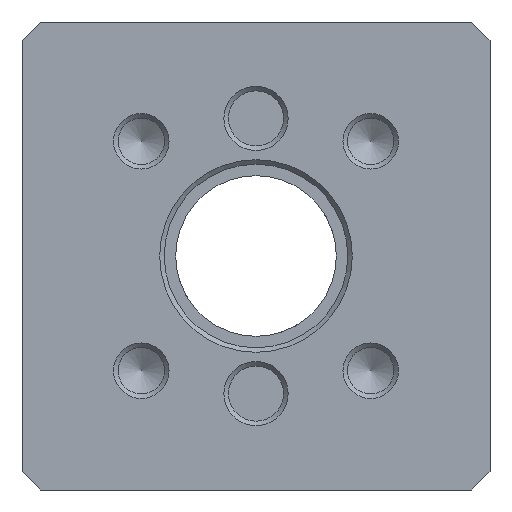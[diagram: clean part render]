
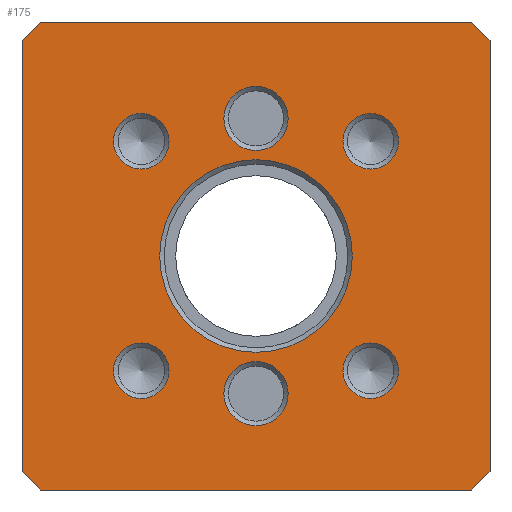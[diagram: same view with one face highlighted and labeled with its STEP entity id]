
A CAD part, front view. The second image highlights one B-rep face of the part: STEP entity #175.
In plain terms, the highlighted planar face has unit normal (0, -1, 0).
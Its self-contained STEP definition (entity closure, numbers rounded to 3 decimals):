
#175 = ADVANCED_FACE( '', ( #476, #477, #478, #479, #480, #481, #482, #483 ), #484, .F. );
#476 = FACE_BOUND( '', #1102, .T. );
#477 = FACE_BOUND( '', #1103, .T. );
#478 = FACE_BOUND( '', #1104, .T. );
#479 = FACE_BOUND( '', #1105, .T. );
#480 = FACE_BOUND( '', #1106, .T. );
#481 = FACE_BOUND( '', #1107, .T. );
#482 = FACE_BOUND( '', #1108, .T. );
#483 = FACE_OUTER_BOUND( '', #1109, .T. );
#484 = PLANE( '', #1110 );
#1102 = EDGE_LOOP( '', ( #2377 ) );
#1103 = EDGE_LOOP( '', ( #2378 ) );
#1104 = EDGE_LOOP( '', ( #2379 ) );
#1105 = EDGE_LOOP( '', ( #2380 ) );
#1106 = EDGE_LOOP( '', ( #2381 ) );
#1107 = EDGE_LOOP( '', ( #2382 ) );
#1108 = EDGE_LOOP( '', ( #2383 ) );
#1109 = EDGE_LOOP( '', ( #2384, #2385, #2386, #2387, #2388, #2389, #2390, #2391 ) );
#1110 = AXIS2_PLACEMENT_3D( '', #2392, #2393, #2394 );
#2377 = ORIENTED_EDGE( '', *, *, #3162, .T. );
#2378 = ORIENTED_EDGE( '', *, *, #3163, .T. );
#2379 = ORIENTED_EDGE( '', *, *, #3164, .T. );
#2380 = ORIENTED_EDGE( '', *, *, #3165, .T. );
#2381 = ORIENTED_EDGE( '', *, *, #3166, .T. );
#2382 = ORIENTED_EDGE( '', *, *, #3167, .T. );
#2383 = ORIENTED_EDGE( '', *, *, #3168, .T. );
#2384 = ORIENTED_EDGE( '', *, *, #3169, .T. );
#2385 = ORIENTED_EDGE( '', *, *, #3170, .T. );
#2386 = ORIENTED_EDGE( '', *, *, #3171, .T. );
#2387 = ORIENTED_EDGE( '', *, *, #3172, .T. );
#2388 = ORIENTED_EDGE( '', *, *, #3137, .T. );
#2389 = ORIENTED_EDGE( '', *, *, #3173, .T. );
#2390 = ORIENTED_EDGE( '', *, *, #3174, .T. );
#2391 = ORIENTED_EDGE( '', *, *, #3120, .T. );
#2392 = CARTESIAN_POINT( '', ( -51., -275.5, 51. ) );
#2393 = DIRECTION( '', ( 0., 1., 0. ) );
#2394 = DIRECTION( '', ( 0., 0., 1. ) );
#3120 = EDGE_CURVE( '', #3421, #3422, #3423, .F. );
#3137 = EDGE_CURVE( '', #3452, #3453, #3454, .T. );
#3162 = EDGE_CURVE( '', #3494, #3494, #3495, .T. );
#3163 = EDGE_CURVE( '', #3496, #3496, #3497, .T. );
#3164 = EDGE_CURVE( '', #3498, #3498, #3499, .T. );
#3165 = EDGE_CURVE( '', #3500, #3500, #3501, .T. );
#3166 = EDGE_CURVE( '', #3502, #3502, #3503, .T. );
#3167 = EDGE_CURVE( '', #3504, #3504, #3505, .T. );
#3168 = EDGE_CURVE( '', #3506, #3506, #3507, .T. );
#3169 = EDGE_CURVE( '', #3422, #3508, #3509, .T. );
#3170 = EDGE_CURVE( '', #3508, #3510, #3511, .F. );
#3171 = EDGE_CURVE( '', #3510, #3512, #3513, .T. );
#3172 = EDGE_CURVE( '', #3512, #3452, #3514, .F. );
#3173 = EDGE_CURVE( '', #3453, #3515, #3516, .F. );
#3174 = EDGE_CURVE( '', #3515, #3421, #3517, .T. );
#3421 = VERTEX_POINT( '', #3870 );
#3422 = VERTEX_POINT( '', #3871 );
#3423 = LINE( '', #3872, #3873 );
#3452 = VERTEX_POINT( '', #3953 );
#3453 = VERTEX_POINT( '', #3954 );
#3454 = LINE( '', #3955, #3956 );
#3494 = VERTEX_POINT( '', #4170 );
#3495 = CIRCLE( '', #4171, 21. );
#3496 = VERTEX_POINT( '', #4172 );
#3497 = CIRCLE( '', #4173, 6.053 );
#3498 = VERTEX_POINT( '', #4174 );
#3499 = CIRCLE( '', #4175, 7. );
#3500 = VERTEX_POINT( '', #4176 );
#3501 = CIRCLE( '', #4177, 6.053 );
#3502 = VERTEX_POINT( '', #4178 );
#3503 = CIRCLE( '', #4179, 6.053 );
#3504 = VERTEX_POINT( '', #4180 );
#3505 = CIRCLE( '', #4181, 7. );
#3506 = VERTEX_POINT( '', #4182 );
#3507 = CIRCLE( '', #4183, 6.053 );
#3508 = VERTEX_POINT( '', #4184 );
#3509 = LINE( '', #4185, #4186 );
#3510 = VERTEX_POINT( '', #4187 );
#3511 = LINE( '', #4188, #4189 );
#3512 = VERTEX_POINT( '', #4190 );
#3513 = LINE( '', #4191, #4192 );
#3514 = LINE( '', #4193, #4194 );
#3515 = VERTEX_POINT( '', #4195 );
#3516 = LINE( '', #4196, #4197 );
#3517 = LINE( '', #4198, #4199 );
#3870 = CARTESIAN_POINT( '', ( -47., -275.5, 51. ) );
#3871 = CARTESIAN_POINT( '', ( -51., -275.5, 47. ) );
#3872 = CARTESIAN_POINT( '', ( -51., -275.5, 47. ) );
#3873 = VECTOR( '', #6056, 1000. );
#3953 = CARTESIAN_POINT( '', ( 51., -275.5, -47. ) );
#3954 = CARTESIAN_POINT( '', ( 51., -275.5, 47. ) );
#3955 = CARTESIAN_POINT( '', ( 51., -275.5, -51. ) );
#3956 = VECTOR( '', #6087, 1000. );
#4170 = CARTESIAN_POINT( '', ( 0., -275.5, 21. ) );
#4171 = AXIS2_PLACEMENT_3D( '', #6121, #6122, #6123 );
#4172 = CARTESIAN_POINT( '', ( -25., -275.5, -18.947 ) );
#4173 = AXIS2_PLACEMENT_3D( '', #6124, #6125, #6126 );
#4174 = CARTESIAN_POINT( '', ( 0., -275.5, -23. ) );
#4175 = AXIS2_PLACEMENT_3D( '', #6127, #6128, #6129 );
#4176 = CARTESIAN_POINT( '', ( 25., -275.5, -18.947 ) );
#4177 = AXIS2_PLACEMENT_3D( '', #6130, #6131, #6132 );
#4178 = CARTESIAN_POINT( '', ( 25., -275.5, 31.053 ) );
#4179 = AXIS2_PLACEMENT_3D( '', #6133, #6134, #6135 );
#4180 = CARTESIAN_POINT( '', ( 0., -275.5, 37. ) );
#4181 = AXIS2_PLACEMENT_3D( '', #6136, #6137, #6138 );
#4182 = CARTESIAN_POINT( '', ( -25., -275.5, 31.053 ) );
#4183 = AXIS2_PLACEMENT_3D( '', #6139, #6140, #6141 );
#4184 = CARTESIAN_POINT( '', ( -51., -275.5, -47. ) );
#4185 = CARTESIAN_POINT( '', ( -51., -275.5, 51. ) );
#4186 = VECTOR( '', #6142, 1000. );
#4187 = CARTESIAN_POINT( '', ( -47., -275.5, -51. ) );
#4188 = CARTESIAN_POINT( '', ( -47., -275.5, -51. ) );
#4189 = VECTOR( '', #6143, 1000. );
#4190 = CARTESIAN_POINT( '', ( 47., -275.5, -51. ) );
#4191 = CARTESIAN_POINT( '', ( -51., -275.5, -51. ) );
#4192 = VECTOR( '', #6144, 1000. );
#4193 = CARTESIAN_POINT( '', ( 51., -275.5, -47. ) );
#4194 = VECTOR( '', #6145, 1000. );
#4195 = CARTESIAN_POINT( '', ( 47., -275.5, 51. ) );
#4196 = CARTESIAN_POINT( '', ( 47., -275.5, 51. ) );
#4197 = VECTOR( '', #6146, 1000. );
#4198 = CARTESIAN_POINT( '', ( 51., -275.5, 51. ) );
#4199 = VECTOR( '', #6147, 1000. );
#6056 = DIRECTION( '', ( 0.707, 0., 0.707 ) );
#6087 = DIRECTION( '', ( 0., 0., 1. ) );
#6121 = CARTESIAN_POINT( '', ( 0., -275.5, 0. ) );
#6122 = DIRECTION( '', ( 0., 1., 0. ) );
#6123 = DIRECTION( '', ( 0., 0., 1. ) );
#6124 = CARTESIAN_POINT( '', ( -25., -275.5, -25. ) );
#6125 = DIRECTION( '', ( 0., 1., 0. ) );
#6126 = DIRECTION( '', ( 0., 0., 1. ) );
#6127 = CARTESIAN_POINT( '', ( 0., -275.5, -30. ) );
#6128 = DIRECTION( '', ( 0., 1., 0. ) );
#6129 = DIRECTION( '', ( 0., 0., 1. ) );
#6130 = CARTESIAN_POINT( '', ( 25., -275.5, -25. ) );
#6131 = DIRECTION( '', ( 0., 1., 0. ) );
#6132 = DIRECTION( '', ( 0., 0., 1. ) );
#6133 = CARTESIAN_POINT( '', ( 25., -275.5, 25. ) );
#6134 = DIRECTION( '', ( 0., 1., 0. ) );
#6135 = DIRECTION( '', ( 0., 0., 1. ) );
#6136 = CARTESIAN_POINT( '', ( 0., -275.5, 30. ) );
#6137 = DIRECTION( '', ( 0., 1., 0. ) );
#6138 = DIRECTION( '', ( 0., 0., 1. ) );
#6139 = CARTESIAN_POINT( '', ( -25., -275.5, 25. ) );
#6140 = DIRECTION( '', ( 0., 1., 0. ) );
#6141 = DIRECTION( '', ( 0., 0., 1. ) );
#6142 = DIRECTION( '', ( 0., 0., -1. ) );
#6143 = DIRECTION( '', ( -0.707, 0., 0.707 ) );
#6144 = DIRECTION( '', ( 1., 0., 0. ) );
#6145 = DIRECTION( '', ( -0.707, 0., -0.707 ) );
#6146 = DIRECTION( '', ( 0.707, 0., -0.707 ) );
#6147 = DIRECTION( '', ( -1., 0., 0. ) );
